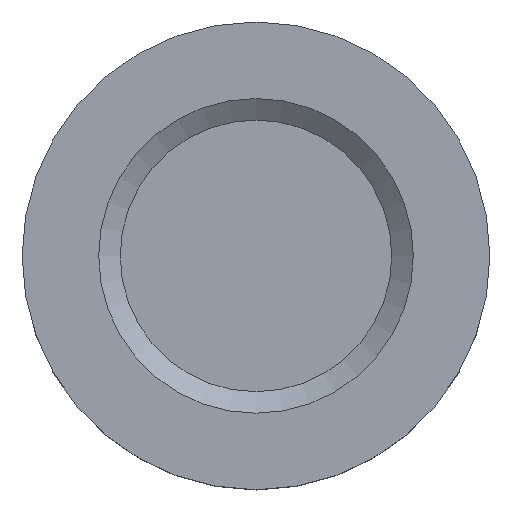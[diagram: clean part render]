
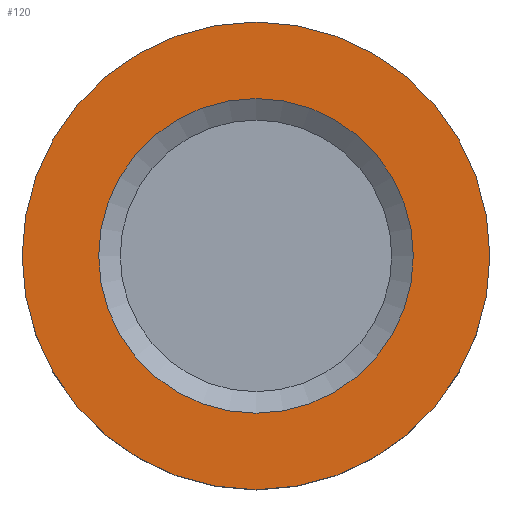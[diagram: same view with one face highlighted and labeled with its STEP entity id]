
A CAD part, top view. The second image highlights one B-rep face of the part: STEP entity #120.
In plain terms, the highlighted planar face has unit normal (0, 0, 1).
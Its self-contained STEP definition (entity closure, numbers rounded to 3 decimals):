
#110=PLANE('',#232);
#120=ADVANCED_FACE('',(#139,#140),#110,.F.);
#139=FACE_BOUND('',#158,.T.);
#140=FACE_BOUND('',#159,.T.);
#158=EDGE_LOOP('',(#178));
#159=EDGE_LOOP('',(#179));
#178=ORIENTED_EDGE('',*,*,#203,.F.);
#179=ORIENTED_EDGE('',*,*,#202,.F.);
#192=VERTEX_POINT('',#303);
#193=VERTEX_POINT('',#306);
#202=EDGE_CURVE('',#192,#192,#212,.T.);
#203=EDGE_CURVE('',#193,#193,#213,.T.);
#212=CIRCLE('',#229,7.75);
#213=CIRCLE('',#231,5.214);
#229=AXIS2_PLACEMENT_3D('',#302,#265,#266);
#231=AXIS2_PLACEMENT_3D('',#305,#269,#270);
#232=AXIS2_PLACEMENT_3D('',#307,#271,#272);
#265=DIRECTION('',(0.,0.,-1.));
#266=DIRECTION('',(0.,-1.,0.));
#269=DIRECTION('',(0.,0.,1.));
#270=DIRECTION('',(-1.,0.,0.));
#271=DIRECTION('',(0.,0.,-1.));
#272=DIRECTION('',(-1.,0.,0.));
#302=CARTESIAN_POINT('',(0.,0.,2.4));
#303=CARTESIAN_POINT('',(0.,-7.75,2.4));
#305=CARTESIAN_POINT('',(0.,0.,2.4));
#306=CARTESIAN_POINT('',(-5.214,0.,2.4));
#307=CARTESIAN_POINT('',(0.,0.,2.4));
